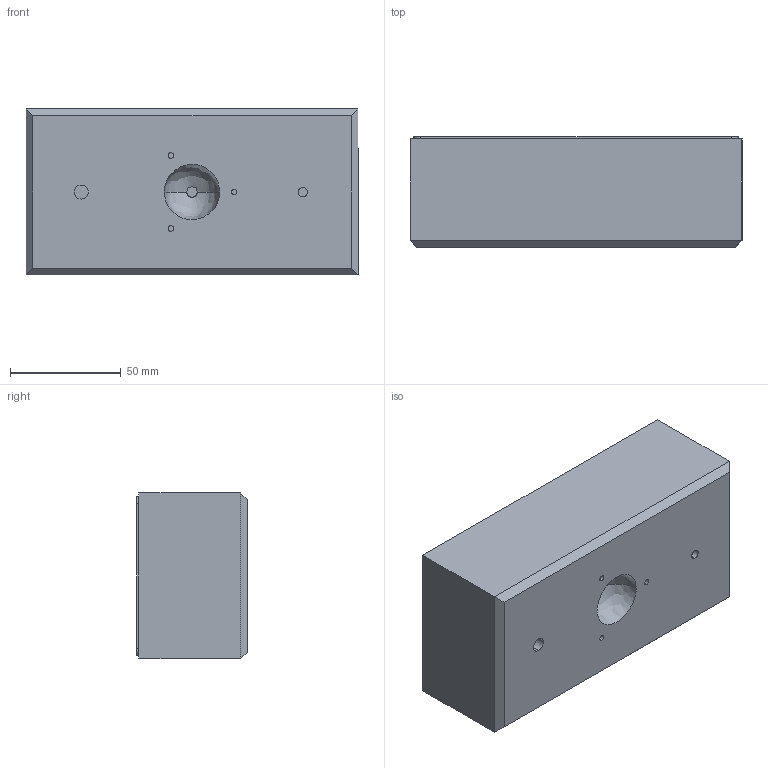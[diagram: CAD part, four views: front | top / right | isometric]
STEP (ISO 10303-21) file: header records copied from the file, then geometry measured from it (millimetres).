
FILE_DESCRIPTION (( 'STEP AP203' ), '1' );
FILE_NAME ('S127501-0.STEP', '2015-10-07T15:50:15', ( '' ), ( '' ), 'SwSTEP 2.0', 'SolidWorks 2015', '' );
FILE_SCHEMA (( 'CONFIG_CONTROL_DESIGN' ));
Length unit declared in the file: inch
Products named in the file (1): S127501-0
Bounding box: 150.01 x 49.96 x 75.01 mm (x, y, z)
Volume: 554702.8 mm3; surface area: 45393.1 mm2
Topology: 1 solids, 1 shells, 42 faces, 92 edges, 60 vertices
Faces by surface type: plane 22, cylinder 18, bspline 2
Entity records: 1353 total; most frequent: CARTESIAN_POINT 317, DIRECTION 212, ORIENTED_EDGE 184, EDGE_CURVE 92, AXIS2_PLACEMENT_3D 81, VERTEX_POINT 60, LINE 50, EDGE_LOOP 50
